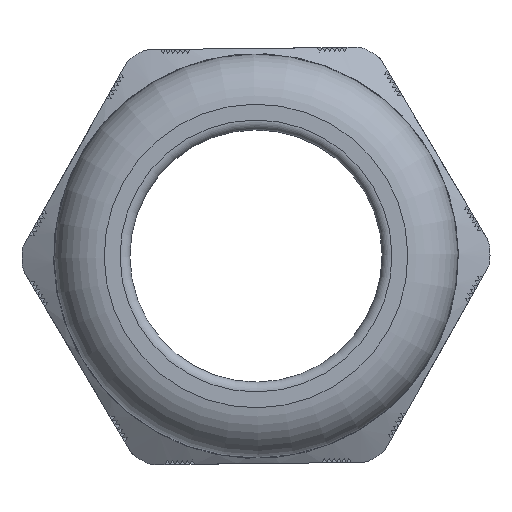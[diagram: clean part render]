
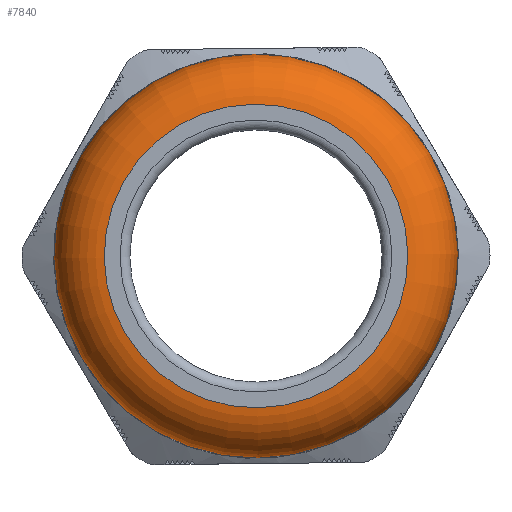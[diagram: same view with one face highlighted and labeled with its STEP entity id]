
A CAD part, left-side view. The second image highlights one B-rep face of the part: STEP entity #7840.
In plain terms, the highlighted toroidal (fillet/blend) face has major radius 14.896 mm and minor radius 5.529 mm.
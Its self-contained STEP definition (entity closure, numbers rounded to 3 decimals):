
#438=TOROIDAL_SURFACE('',#8529,14.895,5.53);
#476=FACE_BOUND('',#1604,.T.);
#1159=FACE_OUTER_BOUND('',#1603,.T.);
#1603=EDGE_LOOP('',(#7334));
#1604=EDGE_LOOP('',(#7335));
#3031=CIRCLE('',#8525,15.36);
#3033=CIRCLE('',#8530,20.425);
#3824=VERTEX_POINT('',#17766);
#3826=VERTEX_POINT('',#17773);
#4997=EDGE_CURVE('',#3824,#3824,#3031,.T.);
#4999=EDGE_CURVE('',#3826,#3826,#3033,.T.);
#7334=ORIENTED_EDGE('',*,*,#4999,.F.);
#7335=ORIENTED_EDGE('',*,*,#4997,.T.);
#7840=ADVANCED_FACE('',(#1159,#476),#438,.T.);
#8525=AXIS2_PLACEMENT_3D('',#17767,#10461,#10462);
#8529=AXIS2_PLACEMENT_3D('',#17772,#10469,#10470);
#8530=AXIS2_PLACEMENT_3D('',#17774,#10471,#10472);
#10461=DIRECTION('center_axis',(1.,0.,0.));
#10462=DIRECTION('ref_axis',(0.,0.,-1.));
#10469=DIRECTION('center_axis',(1.,0.,0.));
#10470=DIRECTION('ref_axis',(0.,0.,-1.));
#10471=DIRECTION('center_axis',(1.,0.,0.));
#10472=DIRECTION('ref_axis',(0.,0.,-1.));
#17766=CARTESIAN_POINT('',(-25.72,15.36,0.));
#17767=CARTESIAN_POINT('Origin',(-25.72,0.,0.));
#17772=CARTESIAN_POINT('Origin',(-20.21,0.,0.));
#17773=CARTESIAN_POINT('',(-20.21,20.425,0.));
#17774=CARTESIAN_POINT('Origin',(-20.21,0.,0.));
